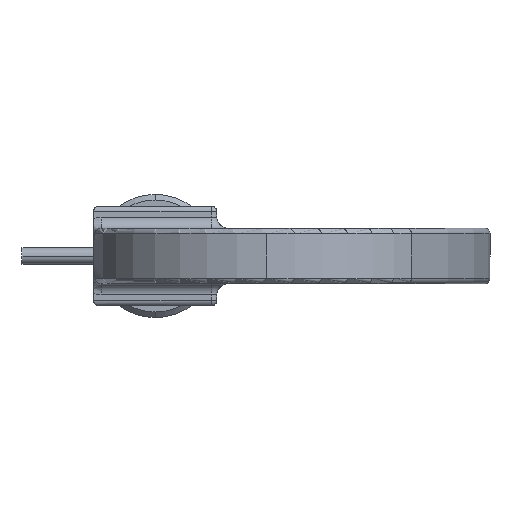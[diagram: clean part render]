
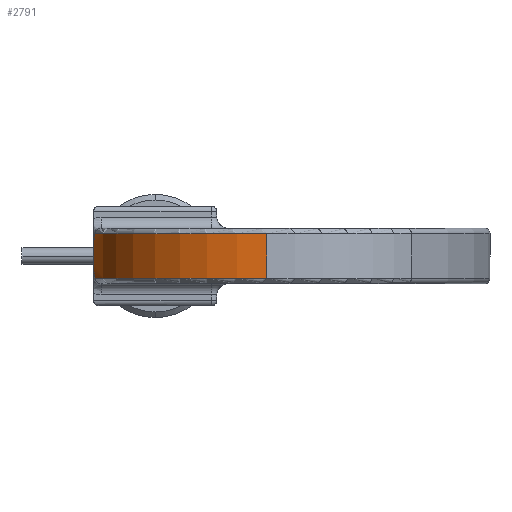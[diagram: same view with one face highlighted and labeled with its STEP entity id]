
A CAD part, left-side view. The second image highlights one B-rep face of the part: STEP entity #2791.
In plain terms, the highlighted cylindrical face has radius 31.45 mm (diameter 62.9 mm), a partial arc.
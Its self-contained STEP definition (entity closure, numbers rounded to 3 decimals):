
#736 = CARTESIAN_POINT ( 'NONE',  ( -27.45, -31.195, 4. ) ) ;
#818 = CARTESIAN_POINT ( 'NONE',  ( -27.45, -31.195, -4. ) ) ;
#2358 = VERTEX_POINT ( 'NONE', #16618 ) ;
#2364 = VERTEX_POINT ( 'NONE', #16624 ) ;
#2365 = VERTEX_POINT ( 'NONE', #16625 ) ;
#2791 = ADVANCED_FACE ( 'NONE', ( #12368 ), #12378, .T. ) ;
#4519 = LINE ( 'NONE', #15368, #4527 ) ;
#4527 = VECTOR ( 'NONE', #15362, 1000. ) ;
#6067 = DIRECTION ( 'NONE',  ( -1., 0., 0. ) ) ;
#6071 = DIRECTION ( 'NONE',  ( 0., 0., -1. ) ) ;
#6072 = CARTESIAN_POINT ( 'NONE',  ( 4., -31.195, 5. ) ) ;
#6218 = AXIS2_PLACEMENT_3D ( 'NONE', #13950, #13951, #13952 ) ;
#6219 = AXIS2_PLACEMENT_3D ( 'NONE', #13980, #13981, #13982 ) ;
#8063 = EDGE_CURVE ( 'NONE', #10870, #14583, #4519, .T. ) ;
#8520 = VERTEX_POINT ( 'NONE', #15396 ) ;
#9497 = EDGE_CURVE ( 'NONE', #10870, #2358, #14182, .T. ) ;
#9498 = EDGE_CURVE ( 'NONE', #2358, #2364, #11797, .T. ) ;
#9499 = EDGE_CURVE ( 'NONE', #2364, #2365, #14185, .T. ) ;
#9500 = EDGE_CURVE ( 'NONE', #2365, #8520, #11798, .T. ) ;
#9501 = EDGE_CURVE ( 'NONE', #8520, #14583, #14187, .T. ) ;
#9905 = ORIENTED_EDGE ( 'NONE', *, *, #8063, .F. ) ;
#9906 = ORIENTED_EDGE ( 'NONE', *, *, #9497, .T. ) ;
#9907 = ORIENTED_EDGE ( 'NONE', *, *, #9498, .T. ) ;
#9908 = ORIENTED_EDGE ( 'NONE', *, *, #9499, .T. ) ;
#9909 = ORIENTED_EDGE ( 'NONE', *, *, #9500, .T. ) ;
#9910 = ORIENTED_EDGE ( 'NONE', *, *, #9501, .T. ) ;
#10372 = EDGE_LOOP ( 'NONE', ( #9905, #9906, #9907, #9908, #9909, #9910 ) ) ;
#10870 = VERTEX_POINT ( 'NONE', #736 ) ;
#11797 = B_SPLINE_CURVE_WITH_KNOTS ( 'NONE', 3,
 ( #13949, #13948, #13954, #13955, #13956, #13957, #13958, #13959, #13960, #13961, #13962, #13963 ),
 .UNSPECIFIED., .F., .F.,
 ( 4, 2, 2, 2, 2, 4 ),
 ( 0., 0.001, 0.002, 0.002, 0.002, 0.003 ),
 .UNSPECIFIED. ) ;
#11798 = B_SPLINE_CURVE_WITH_KNOTS ( 'NONE', 3,
 ( #13942, #13953, #13968, #13969, #13970, #13971, #13972, #13973, #13974, #13975, #13976, #13977, #13978, #13979 ),
 .UNSPECIFIED., .F., .F.,
 ( 4, 2, 2, 2, 2, 2, 4 ),
 ( 0., 0.001, 0.001, 0.002, 0.002, 0.003, 0.003 ),
 .UNSPECIFIED. ) ;
#12368 = FACE_OUTER_BOUND ( 'NONE', #10372, .T. ) ;
#12378 = CYLINDRICAL_SURFACE ( 'NONE', #13167, 31.45 ) ;
#13167 = AXIS2_PLACEMENT_3D ( 'NONE', #6072, #6071, #6067 ) ;
#13942 = CARTESIAN_POINT ( 'NONE',  ( 0., 0., -1.304 ) ) ;
#13948 = CARTESIAN_POINT ( 'NONE',  ( -1.422, -0.215, 3.837 ) ) ;
#13949 = CARTESIAN_POINT ( 'NONE',  ( -1.641, -0.255, 4. ) ) ;
#13950 = CARTESIAN_POINT ( 'NONE',  ( 4., -31.195, 4. ) ) ;
#13951 = DIRECTION ( 'NONE',  ( 0., 0., -1. ) ) ;
#13952 = DIRECTION ( 'NONE',  ( 1., 0., 0. ) ) ;
#13953 = CARTESIAN_POINT ( 'NONE',  ( 0., 0., -1.582 ) ) ;
#13954 = CARTESIAN_POINT ( 'NONE',  ( -1.209, -0.178, 3.664 ) ) ;
#13955 = CARTESIAN_POINT ( 'NONE',  ( -0.818, -0.115, 3.282 ) ) ;
#13956 = CARTESIAN_POINT ( 'NONE',  ( -0.638, -0.088, 3.072 ) ) ;
#13957 = CARTESIAN_POINT ( 'NONE',  ( -0.414, -0.056, 2.732 ) ) ;
#13958 = CARTESIAN_POINT ( 'NONE',  ( -0.345, -0.046, 2.614 ) ) ;
#13959 = CARTESIAN_POINT ( 'NONE',  ( -0.225, -0.03, 2.368 ) ) ;
#13960 = CARTESIAN_POINT ( 'NONE',  ( -0.172, -0.023, 2.24 ) ) ;
#13961 = CARTESIAN_POINT ( 'NONE',  ( -0.046, -0.006, 1.85 ) ) ;
#13962 = CARTESIAN_POINT ( 'NONE',  ( 0., 0., 1.582 ) ) ;
#13963 = CARTESIAN_POINT ( 'NONE',  ( 0., 0., 1.304 ) ) ;
#13964 = CARTESIAN_POINT ( 'NONE',  ( 0., 0., 5. ) ) ;
#13965 = DIRECTION ( 'NONE',  ( 0., 0., -1. ) ) ;
#13968 = CARTESIAN_POINT ( 'NONE',  ( -0.046, -0.006, -1.85 ) ) ;
#13969 = CARTESIAN_POINT ( 'NONE',  ( -0.172, -0.023, -2.24 ) ) ;
#13970 = CARTESIAN_POINT ( 'NONE',  ( -0.225, -0.03, -2.368 ) ) ;
#13971 = CARTESIAN_POINT ( 'NONE',  ( -0.346, -0.046, -2.614 ) ) ;
#13972 = CARTESIAN_POINT ( 'NONE',  ( -0.414, -0.056, -2.732 ) ) ;
#13973 = CARTESIAN_POINT ( 'NONE',  ( -0.638, -0.088, -3.072 ) ) ;
#13974 = CARTESIAN_POINT ( 'NONE',  ( -0.818, -0.115, -3.282 ) ) ;
#13975 = CARTESIAN_POINT ( 'NONE',  ( -1.111, -0.163, -3.569 ) ) ;
#13976 = CARTESIAN_POINT ( 'NONE',  ( -1.213, -0.18, -3.66 ) ) ;
#13977 = CARTESIAN_POINT ( 'NONE',  ( -1.424, -0.216, -3.835 ) ) ;
#13978 = CARTESIAN_POINT ( 'NONE',  ( -1.533, -0.235, -3.92 ) ) ;
#13979 = CARTESIAN_POINT ( 'NONE',  ( -1.641, -0.255, -4. ) ) ;
#13980 = CARTESIAN_POINT ( 'NONE',  ( 4., -31.195, -4. ) ) ;
#13981 = DIRECTION ( 'NONE',  ( 0., 0., 1. ) ) ;
#13982 = DIRECTION ( 'NONE',  ( 1., 0., 0. ) ) ;
#14182 = CIRCLE ( 'NONE', #6218, 31.45 ) ;
#14185 = LINE ( 'NONE', #13964, #14186 ) ;
#14186 = VECTOR ( 'NONE', #13965, 1000. ) ;
#14187 = CIRCLE ( 'NONE', #6219, 31.45 ) ;
#14583 = VERTEX_POINT ( 'NONE', #818 ) ;
#15362 = DIRECTION ( 'NONE',  ( 0., 0., -1. ) ) ;
#15368 = CARTESIAN_POINT ( 'NONE',  ( -27.45, -31.195, 5. ) ) ;
#15396 = CARTESIAN_POINT ( 'NONE',  ( -1.641, -0.255, -4. ) ) ;
#16618 = CARTESIAN_POINT ( 'NONE',  ( -1.641, -0.255, 4. ) ) ;
#16624 = CARTESIAN_POINT ( 'NONE',  ( 0., 0., 1.304 ) ) ;
#16625 = CARTESIAN_POINT ( 'NONE',  ( 0., 0., -1.304 ) ) ;
